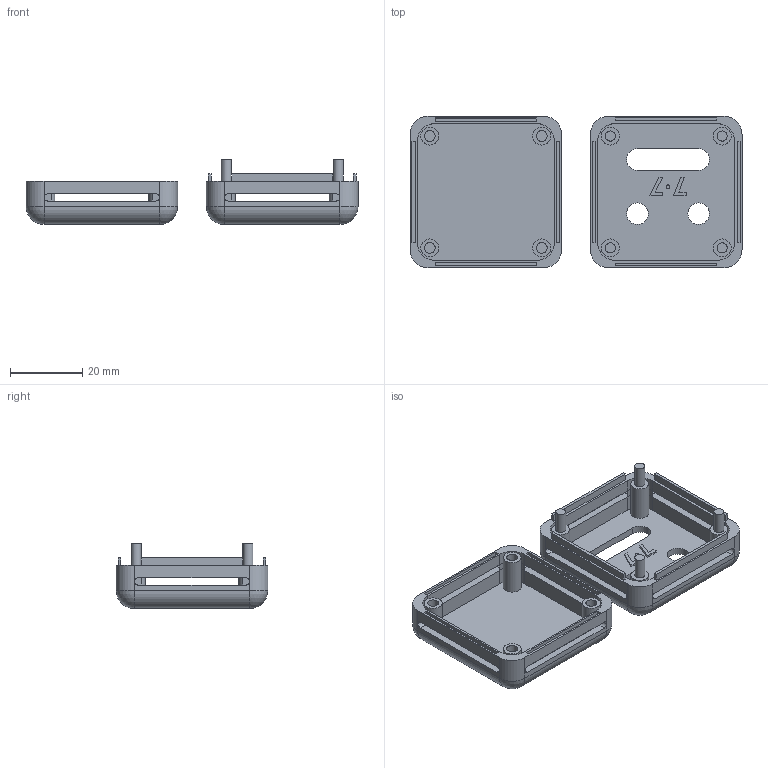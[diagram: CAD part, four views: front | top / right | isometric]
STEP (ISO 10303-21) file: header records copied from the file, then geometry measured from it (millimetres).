
FILE_DESCRIPTION(('HOOPS Exchange Step'),'2;1');
FILE_NAME('temp_export','2025-02-25T18:44:17+16:00',('stevenliang'),('Shapr3D Limited'),'HOOPS Exchange 2024.2','Shapr3D','Authorized');
FILE_SCHEMA( ('AP242_MANAGED_MODEL_BASED_3D_ENGINEERING_MIM_LF {1 0 10303 442 1 1 4 }') );
Length unit declared in the file: millimetre
Products named in the file (1): root
Bounding box: 92 x 42 x 18 mm (x, y, z)
Volume: 11862.9 mm3; surface area: 15567.7 mm2
Topology: 2 solids, 2 shells, 230 faces, 587 edges, 366 vertices
Faces by surface type: plane 143, cylinder 79, sphere 8
Full cylindrical faces by diameter (mm): 1 x1, 2.8 x4, 3 x4, 5 x8, 6 x2
Entity records: 6928 total; most frequent: DIRECTION 1229, CARTESIAN_POINT 1177, ORIENTED_EDGE 1158, EDGE_CURVE 579, AXIS2_PLACEMENT_3D 418, VECTOR 393, LINE 393, VERTEX_POINT 366
